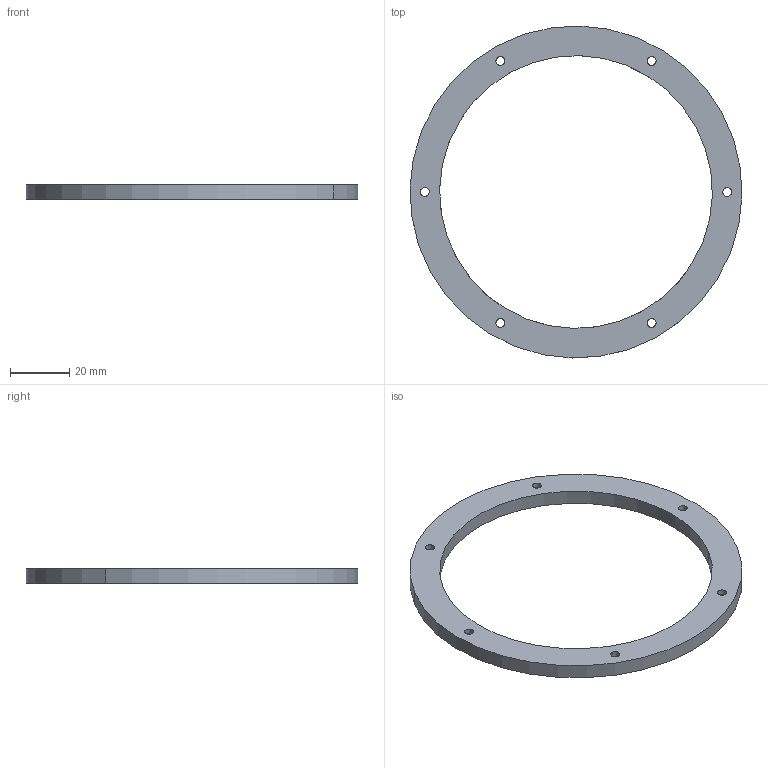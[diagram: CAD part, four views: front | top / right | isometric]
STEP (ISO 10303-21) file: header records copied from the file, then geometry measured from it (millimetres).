
FILE_DESCRIPTION(('CoCreate Modeling STEP Export'),'2;1');
FILE_NAME('m43.stp','2011-05-24T12:24:09',(''),(''),'CoCreate Modeling STEP processor for AP214 (Solid Model)','CoCreate Modeling 18.0P1120 20-Nov-2010 (C) Parametric Technology GmbH','');
FILE_SCHEMA(('AUTOMOTIVE_DESIGN { 1 0 10303 214 1 1 1 1 }'));
Length unit declared in the file: millimetre
Products named in the file (1): BODY_14____SOL290_-_WSP__MASTER.PRT
Bounding box: 111.97 x 111.97 x 5 mm (x, y, z)
Volume: 15509.7 mm3; surface area: 9952.6 mm2
Topology: 1 solids, 1 shells, 36 faces, 91 edges, 63 vertices
Faces by surface type: cylinder 28, plane 8
Entity records: 1009 total; most frequent: ORIENTED_EDGE 182, DIRECTION 158, CARTESIAN_POINT 156, EDGE_CURVE 91, AXIS2_PLACEMENT_3D 65, VERTEX_POINT 63, EDGE_LOOP 56, FACE_OUTER_BOUND 36
